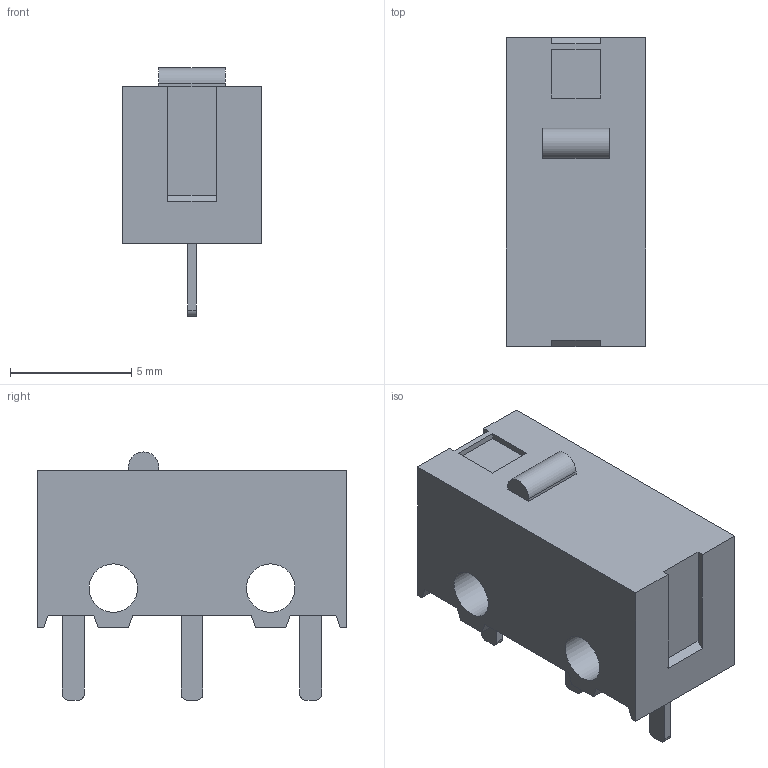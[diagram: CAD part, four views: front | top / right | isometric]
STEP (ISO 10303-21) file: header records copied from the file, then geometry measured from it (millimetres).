
FILE_DESCRIPTION(/* description */ (''),/* implementation_level */ '2;1');
FILE_NAME(/* name */ 'Omron D2FC-F-7N.step',/* time_stamp */ '2019-07-05T18:21:42-06:00',/* author */ (''),/* organization */ (''),/* preprocessor_version */ 'ST-DEVELOPER v18',/* originating_system */ 'Autodesk Translation Framework v8.2.0.1029',/* authorisation */ '');
FILE_SCHEMA (('AUTOMOTIVE_DESIGN { 1 0 10303 214 3 1 1 }'));
Length unit declared in the file: millimetre
Products named in the file (6): Omron D2FC-F-7N Microswitch; Switch Body; Pin 2; Button; Pin 3; Pin 1
Assembly tree (5 placements, depth 2):
  Omron D2FC-F-7N Microswitch
    Switch Body
    Pin 2
    Button
    Pin 3
    Pin 1
Bounding box: 5.75 x 12.75 x 10.25 mm (x, y, z)
Volume: 413.7 mm3; surface area: 494.6 mm2
Topology: 5 solids, 5 shells, 69 faces, 174 edges, 116 vertices
Faces by surface type: plane 60, cylinder 9
Full cylindrical faces by diameter (mm): 2 x2
Entity records: 2256 total; most frequent: CARTESIAN_POINT 370, DIRECTION 352, ORIENTED_EDGE 348, EDGE_CURVE 174, LINE 156, VECTOR 156, VERTEX_POINT 116, AXIS2_PLACEMENT_3D 98
